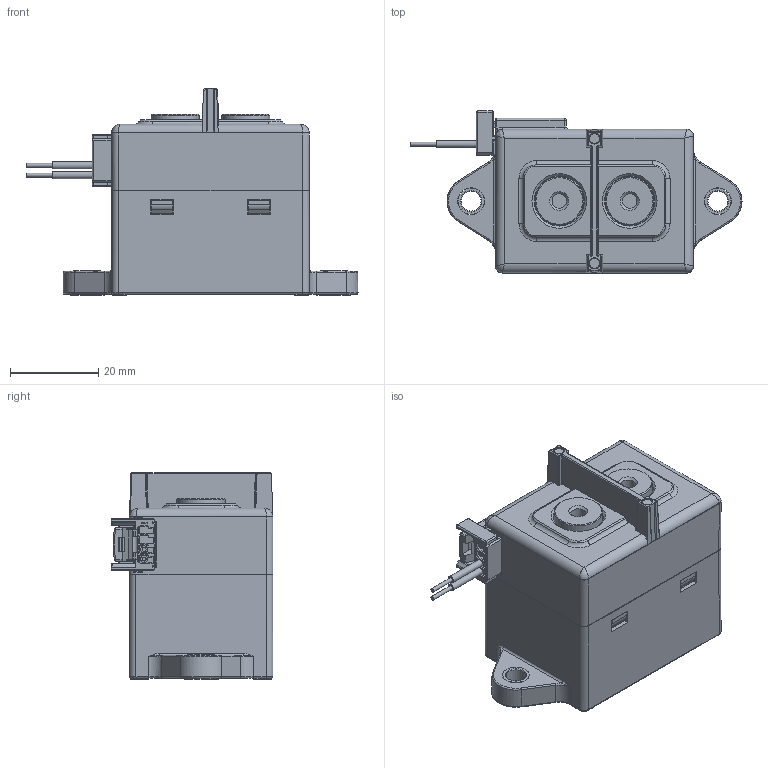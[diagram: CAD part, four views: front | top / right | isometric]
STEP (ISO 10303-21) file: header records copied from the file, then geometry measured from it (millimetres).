
FILE_DESCRIPTION(/* description */ (''),/* implementation_level */ '2;1');
FILE_NAME(/* name */ 'HCF40、60、100-12HC1.stp',/* time_stamp */ '2022-05-13T14:18:55+08:00',/* author */ (''),/* organization */ (''),/* preprocessor_version */ 'ST-DEVELOPER v16.7',/* originating_system */ 'SIEMENS PLM Software NX 12.0',/* authorisation */ '');
FILE_SCHEMA (('AUTOMOTIVE_DESIGN { 1 0 10303 214 3 1 1 1 }'));
Length unit declared in the file: millimetre
Products named in the file (1): HCF40-12HC1_step
Bounding box: 75.4 x 36.75 x 46.8 mm (x, y, z)
Volume: 58484.2 mm3; surface area: 13483.7 mm2
Topology: 4 solids, 4 shells, 895 faces, 2241 edges, 1361 vertices
Faces by surface type: plane 503, cylinder 236, bspline 54, cone 35, sphere 34, torus 33
Full cylindrical faces by diameter (mm): 0.9 x2, 1.6 x2, 3.3 x2, 4.5 x2, 6 x2, 11 x2
Entity records: 29065 total; most frequent: CARTESIAN_POINT 8332, ORIENTED_EDGE 4360, DIRECTION 4029, EDGE_CURVE 2180, LINE 1489, VECTOR 1489, VERTEX_POINT 1351, AXIS2_PLACEMENT_3D 1270
